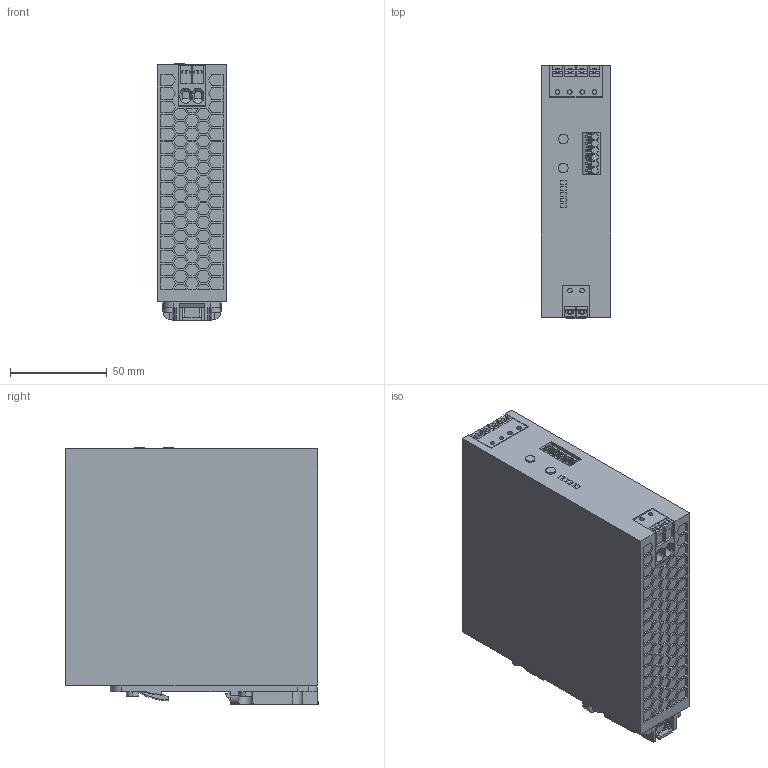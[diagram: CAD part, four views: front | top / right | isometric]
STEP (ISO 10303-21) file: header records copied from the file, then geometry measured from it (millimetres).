
FILE_DESCRIPTION(('Creo Elements/Direct Modeling STEP Export'),'2;1');
FILE_NAME('model.stp','2020-10-02T14:21:56',(''),(''),'Creo Elements/Direct Modeling STEP processor for AP214 (Solid Model)','Creo Elements/Direct Modeling 20.1A 29-Sep-2018 (C) Parametric Technology GmbH','');
FILE_SCHEMA(('AUTOMOTIVE_DESIGN { 1 0 10303 214 1 1 1 1 }'));
Products named in the file (2): QUINT4_PS...DC...DC...PT-select
Assembly tree (1 placements, depth 2):
  QUINT4_PS...DC...DC...PT-select
    QUINT4_PS...DC...DC...PT-select
Bounding box: 36 x 130.45 x 132.55 mm (x, y, z)
Volume: 581085.9 mm3; surface area: 57406.8 mm2
Topology: 1 solids, 1 shells, 1661 faces, 4411 edges, 2930 vertices
Faces by surface type: plane 1470, cylinder 157, cone 18, extrusion 12, bspline 4
Entity records: 62359 total; most frequent: CARTESIAN_POINT 10651, ORIENTED_EDGE 8822, DIRECTION 7909, EDGE_CURVE 4411, VECTOR 3965, LINE 3953, VERTEX_POINT 2930, AXIS2_PLACEMENT_3D 1972
